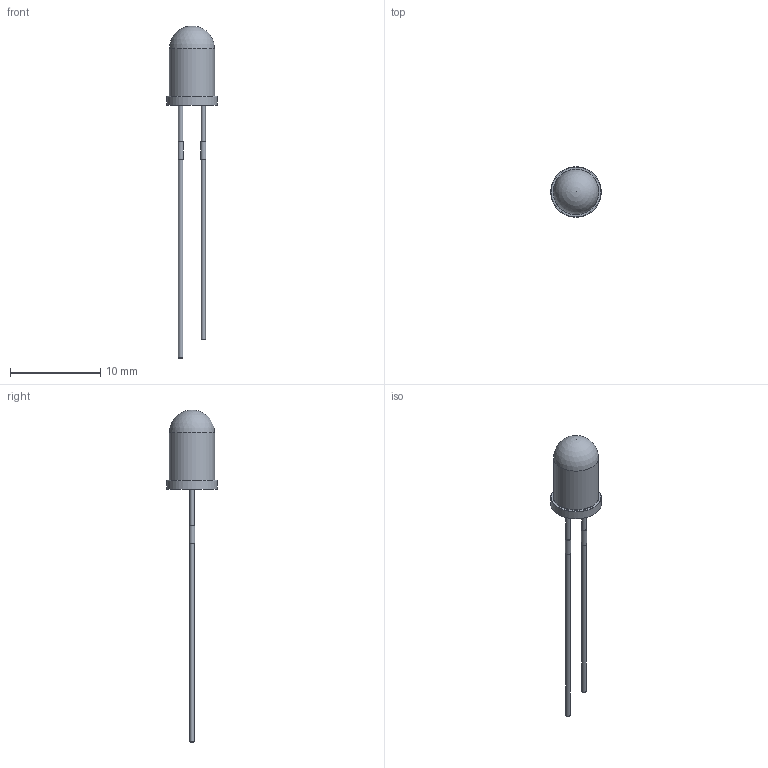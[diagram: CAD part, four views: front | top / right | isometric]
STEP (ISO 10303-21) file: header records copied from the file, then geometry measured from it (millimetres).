
FILE_DESCRIPTION(/* description */ ('','CAx-IF Rec.Pracs.---Representation and Presentation of Product Manufacturing Information (PMI)---4.0---2014-10-13'),/* implementation_level */ '2;1');
FILE_NAME(/* name */ 'STEP_DIODE_5mm v4.step',/* time_stamp */ '2024-12-09T18:11:10+01:00',/* author */ (''),/* organization */ (''),/* preprocessor_version */ 'ST-DEVELOPER v20',/* originating_system */ 'Autodesk Translation Framework v13.20.0.188',/* authorisation */ '');
FILE_SCHEMA (('AP242_MANAGED_MODEL_BASED_3D_ENGINEERING_MIM_LF { 1 0 10303 442 1 1 4 }'));
Length unit declared in the file: millimetre
Products named in the file (1): LED_DIODE_5mm
Bounding box: 5.6 x 5.6 x 36.8 mm (x, y, z)
Volume: 68.4 mm3; surface area: 409 mm2
Topology: 3 solids, 3 shells, 48 faces, 96 edges, 59 vertices
Faces by surface type: plane 22, torus 13, cylinder 11, sphere 2
Full cylindrical faces by diameter (mm): 0.5 x6, 0.6 x2, 4.5 x1, 5 x1, 5.6 x1
Entity records: 1297 total; most frequent: DIRECTION 250, CARTESIAN_POINT 202, ORIENTED_EDGE 188, AXIS2_PLACEMENT_3D 107, EDGE_CURVE 94, VERTEX_POINT 59, CIRCLE 58, EDGE_LOOP 57
